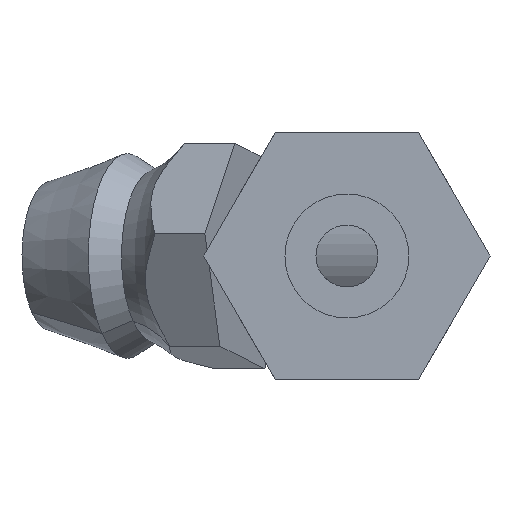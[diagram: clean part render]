
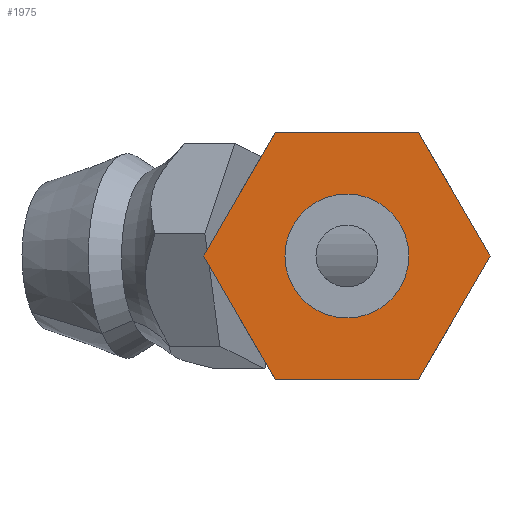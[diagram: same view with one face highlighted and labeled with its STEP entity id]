
A CAD part, front view. The second image highlights one B-rep face of the part: STEP entity #1975.
In plain terms, the highlighted planar face has unit normal (0, -1, 0).
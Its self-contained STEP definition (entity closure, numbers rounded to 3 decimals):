
#20 = DIRECTION ( 'NONE',  ( 0., -1., 0. ) ) ;
#39 = DIRECTION ( 'NONE',  ( 0., 0., -1. ) ) ;
#111 = CARTESIAN_POINT ( 'NONE',  ( 1.732, 5., 3. ) ) ;
#235 = CARTESIAN_POINT ( 'NONE',  ( 3.464, 5., 0. ) ) ;
#240 = CARTESIAN_POINT ( 'NONE',  ( -3.464, 5., 0. ) ) ;
#247 = DIRECTION ( 'NONE',  ( 0., 0., 1. ) ) ;
#266 = CARTESIAN_POINT ( 'NONE',  ( 0., 5., -1.5 ) ) ;
#309 = DIRECTION ( 'NONE',  ( 0., 1., 0. ) ) ;
#326 = DIRECTION ( 'NONE',  ( 0., 1., 0. ) ) ;
#327 = DIRECTION ( 'NONE',  ( 0., 0., 1. ) ) ;
#328 = CARTESIAN_POINT ( 'NONE',  ( -1.732, 5., 3. ) ) ;
#341 = CARTESIAN_POINT ( 'NONE',  ( 0., 5., 0. ) ) ;
#345 = CARTESIAN_POINT ( 'NONE',  ( 1.732, 5., -3. ) ) ;
#346 = DIRECTION ( 'NONE',  ( 0.5, 0., -0.866 ) ) ;
#347 = DIRECTION ( 'NONE',  ( -0.5, 0., -0.866 ) ) ;
#348 = DIRECTION ( 'NONE',  ( 1., 0., 0. ) ) ;
#351 = CARTESIAN_POINT ( 'NONE',  ( 1.732, 5., 3. ) ) ;
#353 = DIRECTION ( 'NONE',  ( -1., 0., 0. ) ) ;
#356 = CARTESIAN_POINT ( 'NONE',  ( -3.464, 5., 0. ) ) ;
#357 = DIRECTION ( 'NONE',  ( 0.5, 0., 0.866 ) ) ;
#377 = PLANE ( 'NONE',  #1176 ) ;
#381 = CARTESIAN_POINT ( 'NONE',  ( 0., 5., 0. ) ) ;
#406 = DIRECTION ( 'NONE',  ( -0.5, 0., 0.866 ) ) ;
#407 = CARTESIAN_POINT ( 'NONE',  ( -1.732, 5., -3. ) ) ;
#408 = CARTESIAN_POINT ( 'NONE',  ( 3.464, 5., 0. ) ) ;
#479 = CARTESIAN_POINT ( 'NONE',  ( 1.732, 5., 3. ) ) ;
#559 = CARTESIAN_POINT ( 'NONE',  ( 0., 5., 1.5 ) ) ;
#562 = CARTESIAN_POINT ( 'NONE',  ( -1.732, 5., 3. ) ) ;
#588 = CARTESIAN_POINT ( 'NONE',  ( 1.732, 5., -3. ) ) ;
#595 = CARTESIAN_POINT ( 'NONE',  ( -1.732, 5., -3. ) ) ;
#857 = VECTOR ( 'NONE', #347, 1000. ) ;
#865 = LINE ( 'NONE', #328, #870 ) ;
#867 = CIRCLE ( 'NONE', #1136, 1.5 ) ;
#868 = LINE ( 'NONE', #351, #869 ) ;
#869 = VECTOR ( 'NONE', #346, 1000. ) ;
#870 = VECTOR ( 'NONE', #348, 1000. ) ;
#871 = LINE ( 'NONE', #408, #857 ) ;
#872 = VECTOR ( 'NONE', #357, 1000. ) ;
#873 = LINE ( 'NONE', #345, #875 ) ;
#875 = VECTOR ( 'NONE', #353, 1000. ) ;
#876 = LINE ( 'NONE', #356, #872 ) ;
#879 = LINE ( 'NONE', #407, #881 ) ;
#881 = VECTOR ( 'NONE', #406, 1000. ) ;
#906 = CIRCLE ( 'NONE', #1147, 1.5 ) ;
#947 = FACE_BOUND ( 'NONE', #1293, .T. ) ;
#948 = FACE_OUTER_BOUND ( 'NONE', #1294, .T. ) ;
#1061 = EDGE_CURVE ( 'NONE', #1821, #1828, #867, .T. ) ;
#1063 = EDGE_CURVE ( 'NONE', #1690, #1706, #868, .T. ) ;
#1064 = EDGE_CURVE ( 'NONE', #1727, #1690, #865, .T. ) ;
#1066 = EDGE_CURVE ( 'NONE', #1706, #1731, #871, .T. ) ;
#1067 = EDGE_CURVE ( 'NONE', #1731, #1699, #873, .T. ) ;
#1069 = EDGE_CURVE ( 'NONE', #1683, #1727, #876, .T. ) ;
#1070 = EDGE_CURVE ( 'NONE', #1699, #1683, #879, .T. ) ;
#1085 = EDGE_CURVE ( 'NONE', #1828, #1821, #906, .T. ) ;
#1136 = AXIS2_PLACEMENT_3D ( 'NONE', #381, #326, #327 ) ;
#1147 = AXIS2_PLACEMENT_3D ( 'NONE', #341, #309, #247 ) ;
#1176 = AXIS2_PLACEMENT_3D ( 'NONE', #111, #20, #39 ) ;
#1293 = EDGE_LOOP ( 'NONE', ( #1412, #1413 ) ) ;
#1294 = EDGE_LOOP ( 'NONE', ( #1406, #1407, #1408, #1409, #1410, #1411 ) ) ;
#1406 = ORIENTED_EDGE ( 'NONE', *, *, #1063, .F. ) ;
#1407 = ORIENTED_EDGE ( 'NONE', *, *, #1064, .F. ) ;
#1408 = ORIENTED_EDGE ( 'NONE', *, *, #1069, .F. ) ;
#1409 = ORIENTED_EDGE ( 'NONE', *, *, #1070, .F. ) ;
#1410 = ORIENTED_EDGE ( 'NONE', *, *, #1067, .F. ) ;
#1411 = ORIENTED_EDGE ( 'NONE', *, *, #1066, .F. ) ;
#1412 = ORIENTED_EDGE ( 'NONE', *, *, #1061, .T. ) ;
#1413 = ORIENTED_EDGE ( 'NONE', *, *, #1085, .T. ) ;
#1683 = VERTEX_POINT ( 'NONE', #240 ) ;
#1690 = VERTEX_POINT ( 'NONE', #479 ) ;
#1699 = VERTEX_POINT ( 'NONE', #595 ) ;
#1706 = VERTEX_POINT ( 'NONE', #235 ) ;
#1727 = VERTEX_POINT ( 'NONE', #562 ) ;
#1731 = VERTEX_POINT ( 'NONE', #588 ) ;
#1821 = VERTEX_POINT ( 'NONE', #266 ) ;
#1828 = VERTEX_POINT ( 'NONE', #559 ) ;
#1975 = ADVANCED_FACE ( 'NONE', ( #948, #947 ), #377, .T. ) ;
